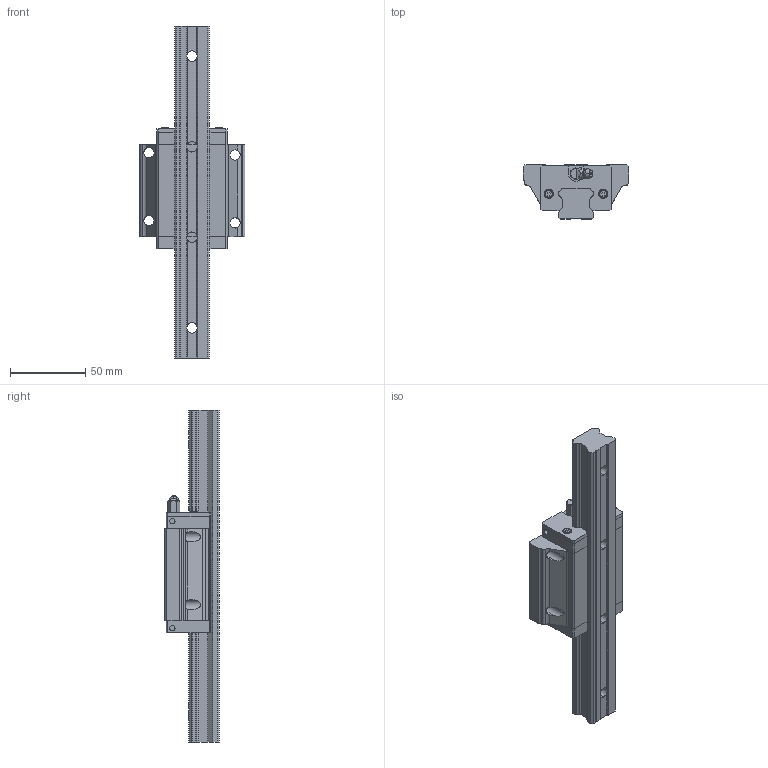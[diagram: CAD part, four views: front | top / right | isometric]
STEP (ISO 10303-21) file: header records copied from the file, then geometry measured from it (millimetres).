
FILE_DESCRIPTION (( 'STEP AP203' ), '1' );
FILE_NAME ('SBI 25 FLS.STEP', '2016-04-04T09:23:01', ( 'user' ), ( 'Microsoft' ), 'SwSTEP 2.0', 'SolidWorks 2013', '' );
FILE_SCHEMA (( 'CONFIG_CONTROL_DESIGN' ));
Length unit declared in the file: millimetre
Products named in the file (6): DEFAULT_1; DEFAULT_2; DEFAULT_3; DEFAULT_4; A2N; SBI 25 FLS
Assembly tree (6 placements, depth 2):
  SBI 25 FLS
    DEFAULT_1
    DEFAULT_2
    DEFAULT_3  x2
    DEFAULT_4
    A2N
Bounding box: 70 x 36 x 220 mm (x, y, z)
Volume: 195460.2 mm3; surface area: 51054.6 mm2
Topology: 6 solids, 6 shells, 336 faces, 928 edges, 604 vertices
Faces by surface type: plane 197, cylinder 111, cone 17, bspline 11
Entity records: 10368 total; most frequent: CARTESIAN_POINT 2216, ORIENTED_EDGE 1604, DIRECTION 1525, EDGE_CURVE 802, LINE 535, VECTOR 535, VERTEX_POINT 528, AXIS2_PLACEMENT_3D 495
